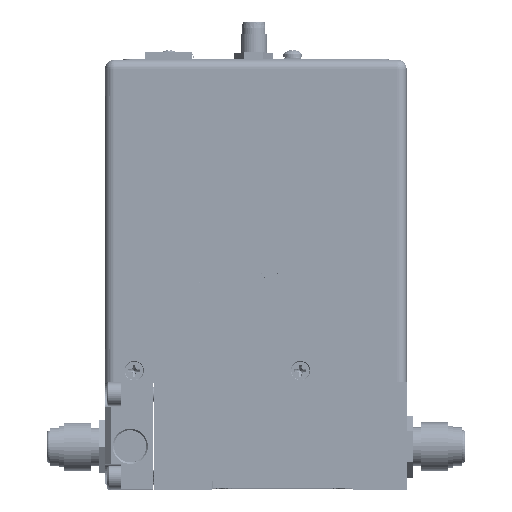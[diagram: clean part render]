
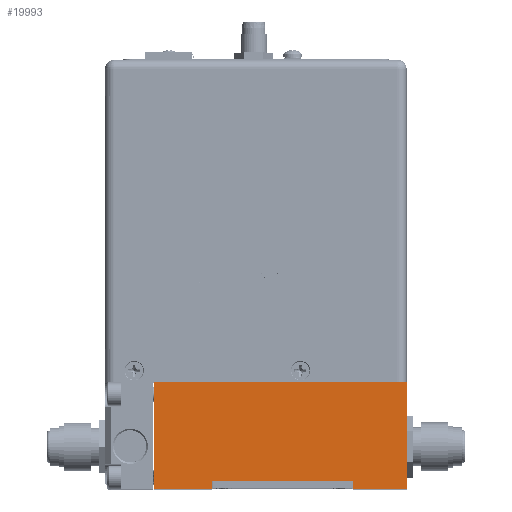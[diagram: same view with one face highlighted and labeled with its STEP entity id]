
A CAD part, top view. The second image highlights one B-rep face of the part: STEP entity #19993.
In plain terms, the highlighted planar face has unit normal (0, 0, 1).
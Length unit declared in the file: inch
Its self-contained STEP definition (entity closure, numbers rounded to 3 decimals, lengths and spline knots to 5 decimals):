
#18383=DIRECTION('',(-1.,0.,0.));
#18384=VECTOR('',#18383,0.63);
#18385=CARTESIAN_POINT('',(2.94,0.,0.));
#18386=LINE('',#18385,#18384);
#18387=DIRECTION('',(0.,1.,0.));
#18388=VECTOR('',#18387,0.1);
#18389=CARTESIAN_POINT('',(2.31,0.,0.));
#18390=LINE('',#18389,#18388);
#18391=DIRECTION('',(-1.,0.,0.));
#18392=VECTOR('',#18391,1.64);
#18393=CARTESIAN_POINT('',(2.31,0.1,0.));
#18394=LINE('',#18393,#18392);
#18395=DIRECTION('',(0.,-1.,0.));
#18396=VECTOR('',#18395,0.1);
#18397=CARTESIAN_POINT('',(0.67,0.1,0.));
#18398=LINE('',#18397,#18396);
#18399=DIRECTION('',(-1.,0.,0.));
#18400=VECTOR('',#18399,0.67);
#18401=CARTESIAN_POINT('',(0.67,0.,0.));
#18402=LINE('',#18401,#18400);
#18403=DIRECTION('',(0.,1.,0.));
#18404=VECTOR('',#18403,1.25);
#18405=CARTESIAN_POINT('',(0.,0.,0.));
#18406=LINE('',#18405,#18404);
#18407=DIRECTION('',(1.,0.,0.));
#18408=VECTOR('',#18407,2.94);
#18409=CARTESIAN_POINT('',(0.,1.25,0.));
#18410=LINE('',#18409,#18408);
#18411=DIRECTION('',(0.,-1.,0.));
#18412=VECTOR('',#18411,1.25);
#18413=CARTESIAN_POINT('',(2.94,1.25,0.));
#18414=LINE('',#18413,#18412);
#19344=CARTESIAN_POINT('',(0.,1.25,0.));
#19346=VERTEX_POINT('',#19344);
#19349=CARTESIAN_POINT('',(2.94,1.25,0.));
#19350=VERTEX_POINT('',#19349);
#19380=CARTESIAN_POINT('',(0.,0.,0.));
#19382=VERTEX_POINT('',#19380);
#19405=CARTESIAN_POINT('',(0.67,0.,0.));
#19406=VERTEX_POINT('',#19405);
#19419=CARTESIAN_POINT('',(2.31,0.,0.));
#19420=CARTESIAN_POINT('',(2.31,0.1,0.));
#19421=VERTEX_POINT('',#19419);
#19422=VERTEX_POINT('',#19420);
#19423=CARTESIAN_POINT('',(2.94,0.,0.));
#19424=VERTEX_POINT('',#19423);
#19425=CARTESIAN_POINT('',(0.67,0.1,0.));
#19426=VERTEX_POINT('',#19425);
#19974=CARTESIAN_POINT('',(0.,0.,0.));
#19975=DIRECTION('',(0.,0.,-1.));
#19976=DIRECTION('',(-1.,0.,0.));
#19977=AXIS2_PLACEMENT_3D('',#19974,#19975,#19976);
#19978=PLANE('',#19977);
#19980=ORIENTED_EDGE('',*,*,#19979,.T.);
#19981=ORIENTED_EDGE('',*,*,#19964,.T.);
#19983=ORIENTED_EDGE('',*,*,#19982,.T.);
#19985=ORIENTED_EDGE('',*,*,#19984,.T.);
#19986=ORIENTED_EDGE('',*,*,#19925,.T.);
#19987=ORIENTED_EDGE('',*,*,#19882,.T.);
#19988=ORIENTED_EDGE('',*,*,#19820,.T.);
#19990=ORIENTED_EDGE('',*,*,#19989,.T.);
#19991=EDGE_LOOP('',(#19980,#19981,#19983,#19985,#19986,#19987,#19988,#19990));
#19992=FACE_OUTER_BOUND('',#19991,.F.);
#19993=ADVANCED_FACE('',(#19992),#19978,.F.);
#19820=EDGE_CURVE('',#19346,#19350,#18410,.T.);
#19882=EDGE_CURVE('',#19382,#19346,#18406,.T.);
#19925=EDGE_CURVE('',#19406,#19382,#18402,.T.);
#19964=EDGE_CURVE('',#19421,#19422,#18390,.T.);
#19979=EDGE_CURVE('',#19424,#19421,#18386,.T.);
#19982=EDGE_CURVE('',#19422,#19426,#18394,.T.);
#19984=EDGE_CURVE('',#19426,#19406,#18398,.T.);
#19989=EDGE_CURVE('',#19350,#19424,#18414,.T.);
